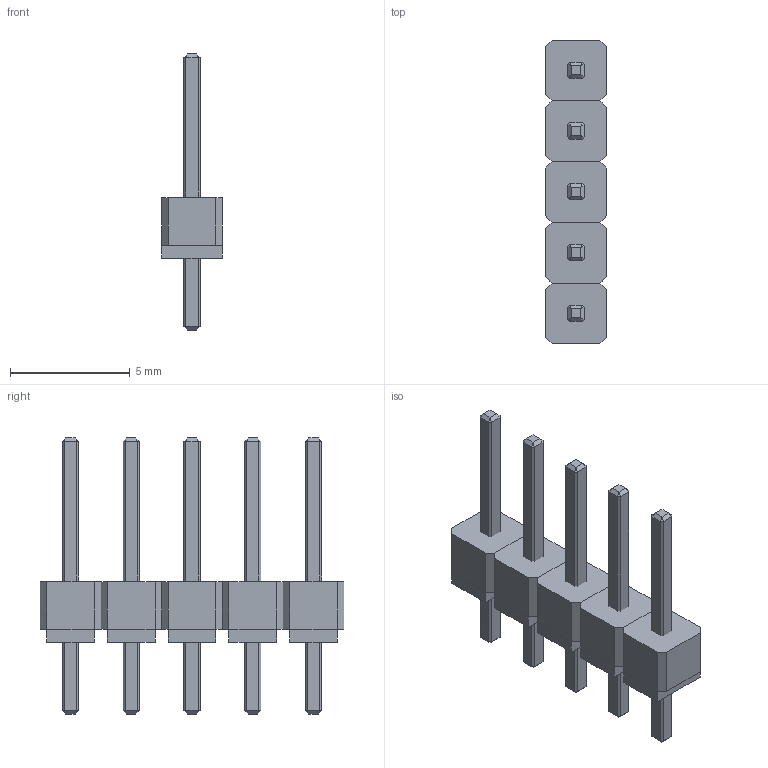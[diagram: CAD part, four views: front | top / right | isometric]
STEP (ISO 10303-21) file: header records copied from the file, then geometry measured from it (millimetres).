
FILE_DESCRIPTION(('FreeCAD Model'),'2;1');
FILE_NAME('Open CASCADE Shape Model','2024-05-12T21:00:57',('Author'),( ''),'Open CASCADE STEP processor 7.6','FreeCAD','Unknown');
FILE_SCHEMA(('AP242_MANAGED_MODEL_BASED_3D_ENGINEERING_MIM_LF. {1 0 10303 442 1 1 4 }'));
Length unit declared in the file: millimetre
Products named in the file (1): header
Bounding box: 2.54 x 12.7 x 11.54 mm (x, y, z)
Volume: 102.3 mm3; surface area: 329.7 mm2
Topology: 10 solids, 10 shells, 210 faces, 450 edges, 260 vertices
Faces by surface type: plane 210
Entity records: 6951 total; most frequent: CARTESIAN_POINT 921, ORIENTED_EDGE 900, DIRECTION 872, EDGE_CURVE 450, LINE 450, VECTOR 450, VERTEX_POINT 260, PRESENTATION_STYLE_ASSIGNMENT 220
